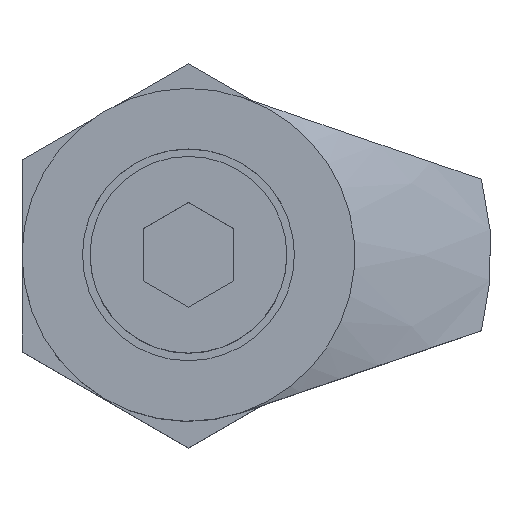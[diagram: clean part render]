
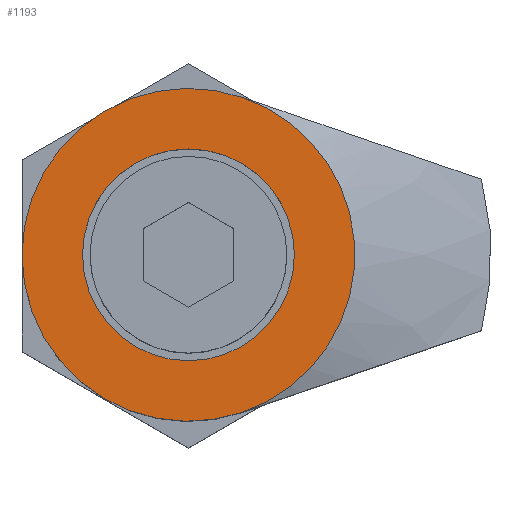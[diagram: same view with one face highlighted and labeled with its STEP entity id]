
A CAD part, top view. The second image highlights one B-rep face of the part: STEP entity #1193.
In plain terms, the highlighted planar face has unit normal (0, 0, 1).
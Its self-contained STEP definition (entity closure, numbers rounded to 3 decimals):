
#27 = AXIS2_PLACEMENT_3D ( 'NONE', #199, #1249, #339 ) ;
#32 = CARTESIAN_POINT ( 'NONE',  ( 7., 0., 40. ) ) ;
#69 = EDGE_LOOP ( 'NONE', ( #213, #486, #1171 ) ) ;
#83 = FACE_OUTER_BOUND ( 'NONE', #69, .T. ) ;
#137 = CARTESIAN_POINT ( 'NONE',  ( 3.561, -10.408, 40. ) ) ;
#199 = CARTESIAN_POINT ( 'NONE',  ( 0., 0., 40. ) ) ;
#213 = ORIENTED_EDGE ( 'NONE', *, *, #569, .T. ) ;
#272 = CARTESIAN_POINT ( 'NONE',  ( -11., 0., 40. ) ) ;
#319 = VERTEX_POINT ( 'NONE', #272 ) ;
#339 = DIRECTION ( 'NONE',  ( 1., 0., 0. ) ) ;
#376 = EDGE_CURVE ( 'NONE', #319, #1440, #1385, .T. ) ;
#405 = EDGE_CURVE ( 'NONE', #1511, #631, #1476, .T. ) ;
#433 = DIRECTION ( 'NONE',  ( 1., 0., 0. ) ) ;
#476 = DIRECTION ( 'NONE',  ( 1., 0., 0. ) ) ;
#486 = ORIENTED_EDGE ( 'NONE', *, *, #376, .T. ) ;
#490 = CARTESIAN_POINT ( 'NONE',  ( -7., 0., 40. ) ) ;
#543 = CIRCLE ( 'NONE', #670, 11. ) ;
#556 = DIRECTION ( 'NONE',  ( 0., 0., 1. ) ) ;
#569 = EDGE_CURVE ( 'NONE', #1745, #319, #1350, .T. ) ;
#586 = CARTESIAN_POINT ( 'NONE',  ( 0., 0., 40. ) ) ;
#606 = AXIS2_PLACEMENT_3D ( 'NONE', #1240, #963, #1416 ) ;
#631 = VERTEX_POINT ( 'NONE', #490 ) ;
#670 = AXIS2_PLACEMENT_3D ( 'NONE', #586, #1747, #433 ) ;
#679 = EDGE_CURVE ( 'NONE', #631, #1511, #1877, .T. ) ;
#779 = DIRECTION ( 'NONE',  ( 1., 0., 0. ) ) ;
#963 = DIRECTION ( 'NONE',  ( 0., 0., 1. ) ) ;
#968 = FACE_BOUND ( 'NONE', #1721, .T. ) ;
#1109 = PLANE ( 'NONE',  #606 ) ;
#1171 = ORIENTED_EDGE ( 'NONE', *, *, #1608, .T. ) ;
#1193 = ADVANCED_FACE ( 'NONE', ( #968, #83 ), #1109, .T. ) ;
#1213 = CARTESIAN_POINT ( 'NONE',  ( 0., 0., 40. ) ) ;
#1232 = CARTESIAN_POINT ( 'NONE',  ( 3.561, 10.408, 40. ) ) ;
#1240 = CARTESIAN_POINT ( 'NONE',  ( 0., 0., 40. ) ) ;
#1249 = DIRECTION ( 'NONE',  ( 0., 0., 1. ) ) ;
#1350 = CIRCLE ( 'NONE', #1471, 11. ) ;
#1362 = ORIENTED_EDGE ( 'NONE', *, *, #679, .F. ) ;
#1385 = CIRCLE ( 'NONE', #1411, 11. ) ;
#1411 = AXIS2_PLACEMENT_3D ( 'NONE', #1708, #556, #1858 ) ;
#1416 = DIRECTION ( 'NONE',  ( 1., 0., 0. ) ) ;
#1418 = CARTESIAN_POINT ( 'NONE',  ( 0., 0., 40. ) ) ;
#1440 = VERTEX_POINT ( 'NONE', #137 ) ;
#1471 = AXIS2_PLACEMENT_3D ( 'NONE', #1213, #1784, #476 ) ;
#1476 = CIRCLE ( 'NONE', #1879, 7. ) ;
#1511 = VERTEX_POINT ( 'NONE', #32 ) ;
#1608 = EDGE_CURVE ( 'NONE', #1440, #1745, #543, .T. ) ;
#1609 = ORIENTED_EDGE ( 'NONE', *, *, #405, .F. ) ;
#1631 = DIRECTION ( 'NONE',  ( 0., 0., 1. ) ) ;
#1708 = CARTESIAN_POINT ( 'NONE',  ( 0., 0., 40. ) ) ;
#1721 = EDGE_LOOP ( 'NONE', ( #1609, #1362 ) ) ;
#1745 = VERTEX_POINT ( 'NONE', #1232 ) ;
#1747 = DIRECTION ( 'NONE',  ( 0., 0., 1. ) ) ;
#1784 = DIRECTION ( 'NONE',  ( 0., 0., 1. ) ) ;
#1858 = DIRECTION ( 'NONE',  ( 1., 0., 0. ) ) ;
#1877 = CIRCLE ( 'NONE', #27, 7. ) ;
#1879 = AXIS2_PLACEMENT_3D ( 'NONE', #1418, #1631, #779 ) ;
